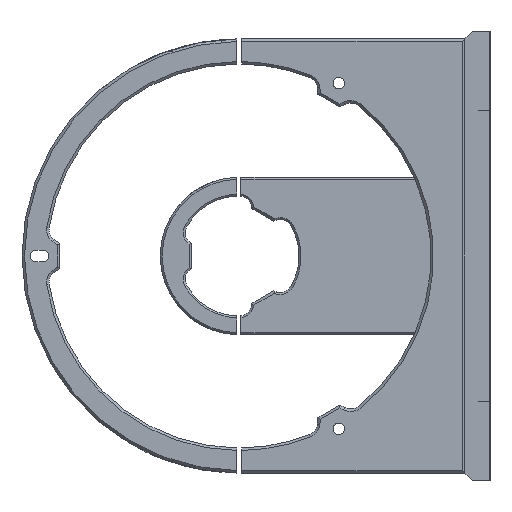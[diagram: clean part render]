
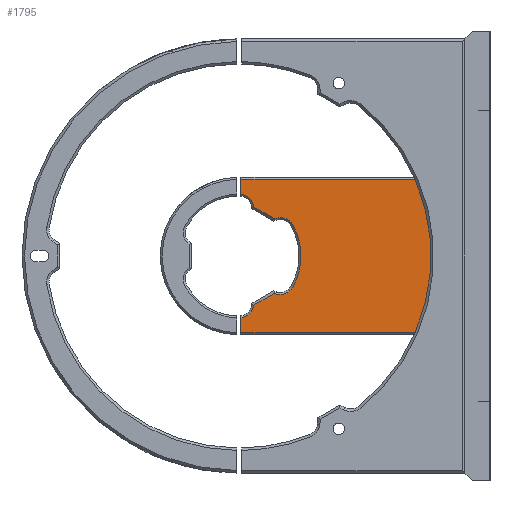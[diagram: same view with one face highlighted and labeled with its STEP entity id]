
A CAD part, left-side view. The second image highlights one B-rep face of the part: STEP entity #1795.
In plain terms, the highlighted planar face has unit normal (-1, 0, 0).
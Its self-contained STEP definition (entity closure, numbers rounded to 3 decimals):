
#1752 = ORIENTED_EDGE ( 'NONE', *, *, #1976, .F. ) ;
#1753 = ORIENTED_EDGE ( 'NONE', *, *, #3248, .T. ) ;
#1765 = EDGE_CURVE ( 'NONE', #1819, #1828, #7359, .T. ) ;
#1770 = ORIENTED_EDGE ( 'NONE', *, *, #1794, .T. ) ;
#1776 = VERTEX_POINT ( 'NONE', #7219 ) ;
#1782 = EDGE_CURVE ( 'NONE', #1788, #3002, #7258, .T. ) ;
#1788 = VERTEX_POINT ( 'NONE', #7250 ) ;
#1789 = ORIENTED_EDGE ( 'NONE', *, *, #3013, .T. ) ;
#1790 = ORIENTED_EDGE ( 'NONE', *, *, #1782, .T. ) ;
#1793 = EDGE_LOOP ( 'NONE', ( #1770, #1790, #1789, #1968, #1974, #1971, #1961, #1977, #1972, #1979, #1975, #1753, #1752 ) ) ;
#1794 = EDGE_CURVE ( 'NONE', #1776, #1788, #7253, .T. ) ;
#1795 = ADVANCED_FACE ( 'NONE', ( #7238 ), #7254, .F. ) ;
#1814 = EDGE_CURVE ( 'NONE', #1828, #2291, #7491, .T. ) ;
#1819 = VERTEX_POINT ( 'NONE', #7469 ) ;
#1828 = VERTEX_POINT ( 'NONE', #7471 ) ;
#1961 = ORIENTED_EDGE ( 'NONE', *, *, #2294, .T. ) ;
#1968 = ORIENTED_EDGE ( 'NONE', *, *, #1970, .T. ) ;
#1970 = EDGE_CURVE ( 'NONE', #3007, #1819, #7948, .T. ) ;
#1971 = ORIENTED_EDGE ( 'NONE', *, *, #1814, .T. ) ;
#1972 = ORIENTED_EDGE ( 'NONE', *, *, #3266, .F. ) ;
#1974 = ORIENTED_EDGE ( 'NONE', *, *, #1765, .T. ) ;
#1975 = ORIENTED_EDGE ( 'NONE', *, *, #1978, .F. ) ;
#1976 = EDGE_CURVE ( 'NONE', #1776, #3055, #7950, .T. ) ;
#1977 = ORIENTED_EDGE ( 'NONE', *, *, #2283, .T. ) ;
#1978 = EDGE_CURVE ( 'NONE', #3030, #3183, #7933, .T. ) ;
#1979 = ORIENTED_EDGE ( 'NONE', *, *, #3277, .T. ) ;
#2283 = EDGE_CURVE ( 'NONE', #2302, #3176, #9015, .T. ) ;
#2291 = VERTEX_POINT ( 'NONE', #8997 ) ;
#2294 = EDGE_CURVE ( 'NONE', #2291, #2302, #8999, .T. ) ;
#2302 = VERTEX_POINT ( 'NONE', #8996 ) ;
#3002 = VERTEX_POINT ( 'NONE', #10951 ) ;
#3007 = VERTEX_POINT ( 'NONE', #11101 ) ;
#3013 = EDGE_CURVE ( 'NONE', #3002, #3007, #11225, .T. ) ;
#3030 = VERTEX_POINT ( 'NONE', #11208 ) ;
#3055 = VERTEX_POINT ( 'NONE', #11149 ) ;
#3176 = VERTEX_POINT ( 'NONE', #11423 ) ;
#3180 = VERTEX_POINT ( 'NONE', #11446 ) ;
#3183 = VERTEX_POINT ( 'NONE', #11424 ) ;
#3248 = EDGE_CURVE ( 'NONE', #3030, #3055, #11598, .T. ) ;
#3266 = EDGE_CURVE ( 'NONE', #3180, #3176, #11652, .T. ) ;
#3277 = EDGE_CURVE ( 'NONE', #3180, #3183, #11747, .T. ) ;
#7191 = DIRECTION ( 'NONE',  ( 0., 0., -1. ) ) ;
#7192 = AXIS2_PLACEMENT_3D ( 'NONE', #7199, #7377, #7191 ) ;
#7199 = CARTESIAN_POINT ( 'NONE',  ( 255., 341.976, 0. ) ) ;
#7219 = CARTESIAN_POINT ( 'NONE',  ( 255., 341.226, 24.663 ) ) ;
#7238 = FACE_OUTER_BOUND ( 'NONE', #1793, .T. ) ;
#7247 = AXIS2_PLACEMENT_3D ( 'NONE', #7281, #7280, #7279 ) ;
#7250 = CARTESIAN_POINT ( 'NONE',  ( 255., 336.12, 19.598 ) ) ;
#7253 = CIRCLE ( 'NONE', #7259, 5.8 ) ;
#7254 = PLANE ( 'NONE',  #7247 ) ;
#7255 = DIRECTION ( 'NONE',  ( 0., -0.866, -0.5 ) ) ;
#7256 = VECTOR ( 'NONE', #7255, 1000. ) ;
#7257 = CARTESIAN_POINT ( 'NONE',  ( 255., 328.542, 15.222 ) ) ;
#7258 = LINE ( 'NONE', #7257, #7256 ) ;
#7259 = AXIS2_PLACEMENT_3D ( 'NONE', #7294, #7293, #7292 ) ;
#7279 = DIRECTION ( 'NONE',  ( 0., 0., -1. ) ) ;
#7280 = DIRECTION ( 'NONE',  ( 1., 0., 0. ) ) ;
#7281 = CARTESIAN_POINT ( 'NONE',  ( 255., 341.976, 0. ) ) ;
#7292 = DIRECTION ( 'NONE',  ( 0., 0., -1. ) ) ;
#7293 = DIRECTION ( 'NONE',  ( 1., 0., 0. ) ) ;
#7294 = CARTESIAN_POINT ( 'NONE',  ( 255., 341.878, 18.9 ) ) ;
#7359 = CIRCLE ( 'NONE', #7192, 24.7 ) ;
#7377 = DIRECTION ( 'NONE',  ( 1., 0., 0. ) ) ;
#7467 = DIRECTION ( 'NONE',  ( 0., 0., -1. ) ) ;
#7468 = DIRECTION ( 'NONE',  ( 1., 0., 0. ) ) ;
#7469 = CARTESIAN_POINT ( 'NONE',  ( 255., 320.65, 12.461 ) ) ;
#7471 = CARTESIAN_POINT ( 'NONE',  ( 255., 320.65, -12.461 ) ) ;
#7472 = CARTESIAN_POINT ( 'NONE',  ( 255., 325.658, -9.535 ) ) ;
#7491 = CIRCLE ( 'NONE', #7570, 5.8 ) ;
#7570 = AXIS2_PLACEMENT_3D ( 'NONE', #7472, #7468, #7467 ) ;
#7916 = CARTESIAN_POINT ( 'NONE',  ( 255., 325.658, 9.535 ) ) ;
#7921 = AXIS2_PLACEMENT_3D ( 'NONE', #7916, #7940, #7939 ) ;
#7930 = DIRECTION ( 'NONE',  ( 0., 0., -1. ) ) ;
#7931 = VECTOR ( 'NONE', #7930, 1000. ) ;
#7932 = CARTESIAN_POINT ( 'NONE',  ( 255., 251.976, 30.6 ) ) ;
#7933 = LINE ( 'NONE', #7932, #7931 ) ;
#7939 = DIRECTION ( 'NONE',  ( 0., 0., -1. ) ) ;
#7940 = DIRECTION ( 'NONE',  ( 1., 0., 0. ) ) ;
#7942 = DIRECTION ( 'NONE',  ( 0., 0., 1. ) ) ;
#7943 = VECTOR ( 'NONE', #7942, 1000. ) ;
#7948 = CIRCLE ( 'NONE', #7921, 5.8 ) ;
#7949 = CARTESIAN_POINT ( 'NONE',  ( 255., 341.226, 65.904 ) ) ;
#7950 = LINE ( 'NONE', #7949, #7943 ) ;
#8996 = CARTESIAN_POINT ( 'NONE',  ( 255., 336.12, -19.598 ) ) ;
#8997 = CARTESIAN_POINT ( 'NONE',  ( 255., 327.932, -14.87 ) ) ;
#8998 = CARTESIAN_POINT ( 'NONE',  ( 255., 335.511, -19.246 ) ) ;
#8999 = LINE ( 'NONE', #8998, #9073 ) ;
#9010 = DIRECTION ( 'NONE',  ( 0., 0., -1. ) ) ;
#9011 = DIRECTION ( 'NONE',  ( 1., 0., 0. ) ) ;
#9012 = CARTESIAN_POINT ( 'NONE',  ( 255., 341.878, -18.9 ) ) ;
#9013 = AXIS2_PLACEMENT_3D ( 'NONE', #9012, #9011, #9010 ) ;
#9015 = CIRCLE ( 'NONE', #9013, 5.8 ) ;
#9072 = DIRECTION ( 'NONE',  ( 0., 0.866, -0.5 ) ) ;
#9073 = VECTOR ( 'NONE', #9072, 1000. ) ;
#10951 = CARTESIAN_POINT ( 'NONE',  ( 255., 327.932, 14.87 ) ) ;
#11101 = CARTESIAN_POINT ( 'NONE',  ( 255., 325.658, 15.335 ) ) ;
#11149 = CARTESIAN_POINT ( 'NONE',  ( 255., 341.226, 30.6 ) ) ;
#11182 = DIRECTION ( 'NONE',  ( 0., 0., -1. ) ) ;
#11183 = DIRECTION ( 'NONE',  ( 1., 0., 0. ) ) ;
#11184 = CARTESIAN_POINT ( 'NONE',  ( 255., 325.658, 9.535 ) ) ;
#11185 = AXIS2_PLACEMENT_3D ( 'NONE', #11184, #11183, #11182 ) ;
#11208 = CARTESIAN_POINT ( 'NONE',  ( 255., 251.976, 30.6 ) ) ;
#11225 = CIRCLE ( 'NONE', #11185, 5.8 ) ;
#11423 = CARTESIAN_POINT ( 'NONE',  ( 255., 341.226, -24.663 ) ) ;
#11424 = CARTESIAN_POINT ( 'NONE',  ( 255., 251.976, -30.6 ) ) ;
#11446 = CARTESIAN_POINT ( 'NONE',  ( 255., 341.226, -30.6 ) ) ;
#11595 = DIRECTION ( 'NONE',  ( 0., 1., 0. ) ) ;
#11596 = VECTOR ( 'NONE', #11595, 1000. ) ;
#11597 = CARTESIAN_POINT ( 'NONE',  ( 255., 341.976, 30.6 ) ) ;
#11598 = LINE ( 'NONE', #11597, #11596 ) ;
#11646 = DIRECTION ( 'NONE',  ( 0., 0., 1. ) ) ;
#11650 = VECTOR ( 'NONE', #11646, 1000. ) ;
#11651 = CARTESIAN_POINT ( 'NONE',  ( 255., 341.226, 65.904 ) ) ;
#11652 = LINE ( 'NONE', #11651, #11650 ) ;
#11744 = DIRECTION ( 'NONE',  ( 0., -1., 0. ) ) ;
#11745 = VECTOR ( 'NONE', #11744, 1000. ) ;
#11746 = CARTESIAN_POINT ( 'NONE',  ( 255., 341.976, -30.6 ) ) ;
#11747 = LINE ( 'NONE', #11746, #11745 ) ;
